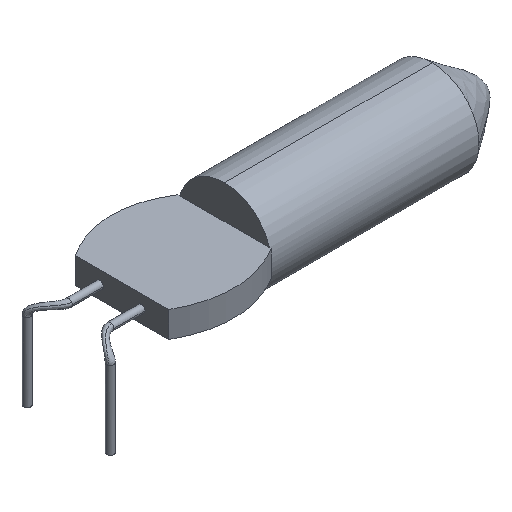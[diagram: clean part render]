
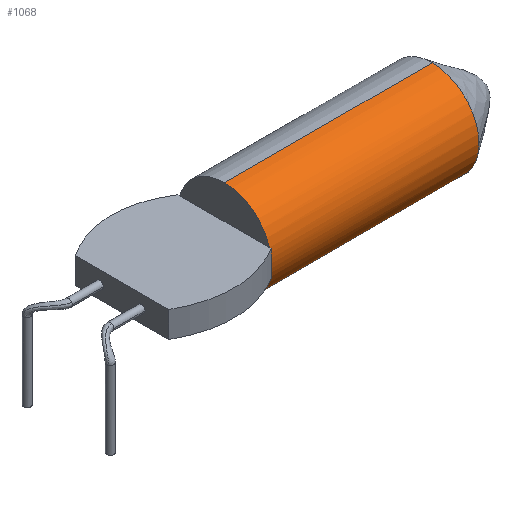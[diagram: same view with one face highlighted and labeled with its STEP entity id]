
A CAD part, isometric view. The second image highlights one B-rep face of the part: STEP entity #1068.
In plain terms, the highlighted cylindrical face has radius 4.5 mm (diameter 9 mm), a partial arc.
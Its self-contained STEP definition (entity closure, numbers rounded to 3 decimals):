
#4 = DIRECTION ( 'NONE',  ( -1., 0., 0. ) ) ;
#17 = CYLINDRICAL_SURFACE ( 'NONE', #369, 4.5 ) ;
#124 = VERTEX_POINT ( 'NONE', #978 ) ;
#131 = CIRCLE ( 'NONE', #705, 4.5 ) ;
#135 = CIRCLE ( 'NONE', #1085, 4.5 ) ;
#142 = VERTEX_POINT ( 'NONE', #216 ) ;
#192 = LINE ( 'NONE', #720, #436 ) ;
#202 = VERTEX_POINT ( 'NONE', #326 ) ;
#210 = EDGE_CURVE ( 'NONE', #124, #526, #1214, .T. ) ;
#216 = CARTESIAN_POINT ( 'NONE',  ( 20., -4.5, 4.5 ) ) ;
#237 = AXIS2_PLACEMENT_3D ( 'NONE', #882, #1504, #861 ) ;
#258 = ORIENTED_EDGE ( 'NONE', *, *, #927, .T. ) ;
#305 = EDGE_CURVE ( 'NONE', #526, #966, #135, .T. ) ;
#326 = CARTESIAN_POINT ( 'NONE',  ( 0., 0., 0. ) ) ;
#349 = DIRECTION ( 'NONE',  ( -1., 0., 0. ) ) ;
#362 = CARTESIAN_POINT ( 'NONE',  ( 0., 0., 9. ) ) ;
#369 = AXIS2_PLACEMENT_3D ( 'NONE', #676, #1193, #935 ) ;
#399 = FACE_OUTER_BOUND ( 'NONE', #937, .T. ) ;
#436 = VECTOR ( 'NONE', #1498, 1000. ) ;
#449 = AXIS2_PLACEMENT_3D ( 'NONE', #1518, #349, #1259 ) ;
#474 = VERTEX_POINT ( 'NONE', #636 ) ;
#507 = ORIENTED_EDGE ( 'NONE', *, *, #805, .T. ) ;
#526 = VERTEX_POINT ( 'NONE', #1142 ) ;
#593 = EDGE_CURVE ( 'NONE', #826, #202, #1632, .T. ) ;
#618 = DIRECTION ( 'NONE',  ( 0., 0., 1. ) ) ;
#636 = CARTESIAN_POINT ( 'NONE',  ( 0., -4.323, 3.25 ) ) ;
#645 = CARTESIAN_POINT ( 'NONE',  ( 0., 0., 4.5 ) ) ;
#676 = CARTESIAN_POINT ( 'NONE',  ( 0., 0., 4.5 ) ) ;
#705 = AXIS2_PLACEMENT_3D ( 'NONE', #1659, #1628, #977 ) ;
#717 = CIRCLE ( 'NONE', #1468, 4.5 ) ;
#720 = CARTESIAN_POINT ( 'NONE',  ( 0., 0., 9. ) ) ;
#738 = DIRECTION ( 'NONE',  ( -1., 0., 0. ) ) ;
#754 = EDGE_CURVE ( 'NONE', #474, #124, #717, .T. ) ;
#771 = CARTESIAN_POINT ( 'NONE',  ( 0., 0., 4.5 ) ) ;
#805 = EDGE_CURVE ( 'NONE', #1469, #966, #192, .T. ) ;
#826 = VERTEX_POINT ( 'NONE', #1255 ) ;
#861 = DIRECTION ( 'NONE',  ( 0., 0., 1. ) ) ;
#882 = CARTESIAN_POINT ( 'NONE',  ( 20., 0., 4.5 ) ) ;
#913 = ORIENTED_EDGE ( 'NONE', *, *, #1450, .F. ) ;
#927 = EDGE_CURVE ( 'NONE', #826, #142, #1208, .T. ) ;
#935 = DIRECTION ( 'NONE',  ( 0., 0., 1. ) ) ;
#937 = EDGE_LOOP ( 'NONE', ( #995, #258, #1511, #507, #1647, #1147, #1389, #913 ) ) ;
#966 = VERTEX_POINT ( 'NONE', #362 ) ;
#977 = DIRECTION ( 'NONE',  ( 0., 0., 1. ) ) ;
#978 = CARTESIAN_POINT ( 'NONE',  ( 0., -4.5, 4.5 ) ) ;
#995 = ORIENTED_EDGE ( 'NONE', *, *, #593, .F. ) ;
#997 = CARTESIAN_POINT ( 'NONE',  ( 20., 0., 9. ) ) ;
#1041 = CARTESIAN_POINT ( 'NONE',  ( 20., 0., 4.5 ) ) ;
#1068 = ADVANCED_FACE ( 'NONE', ( #399 ), #17, .T. ) ;
#1085 = AXIS2_PLACEMENT_3D ( 'NONE', #771, #4, #1562 ) ;
#1102 = CIRCLE ( 'NONE', #237, 4.5 ) ;
#1142 = CARTESIAN_POINT ( 'NONE',  ( 0., -4.323, 5.75 ) ) ;
#1147 = ORIENTED_EDGE ( 'NONE', *, *, #210, .F. ) ;
#1173 = DIRECTION ( 'NONE',  ( 0., 0., 1. ) ) ;
#1193 = DIRECTION ( 'NONE',  ( -1., 0., 0. ) ) ;
#1208 = CIRCLE ( 'NONE', #1349, 4.5 ) ;
#1214 = CIRCLE ( 'NONE', #449, 4.5 ) ;
#1241 = EDGE_CURVE ( 'NONE', #142, #1469, #1102, .T. ) ;
#1255 = CARTESIAN_POINT ( 'NONE',  ( 20., 0., 0. ) ) ;
#1259 = DIRECTION ( 'NONE',  ( 0., 0., 1. ) ) ;
#1269 = DIRECTION ( 'NONE',  ( -1., 0., 0. ) ) ;
#1349 = AXIS2_PLACEMENT_3D ( 'NONE', #1041, #1668, #1173 ) ;
#1389 = ORIENTED_EDGE ( 'NONE', *, *, #754, .F. ) ;
#1440 = VECTOR ( 'NONE', #738, 1000. ) ;
#1450 = EDGE_CURVE ( 'NONE', #202, #474, #131, .T. ) ;
#1468 = AXIS2_PLACEMENT_3D ( 'NONE', #645, #1269, #618 ) ;
#1469 = VERTEX_POINT ( 'NONE', #997 ) ;
#1498 = DIRECTION ( 'NONE',  ( -1., 0., 0. ) ) ;
#1504 = DIRECTION ( 'NONE',  ( -1., 0., 0. ) ) ;
#1511 = ORIENTED_EDGE ( 'NONE', *, *, #1241, .T. ) ;
#1518 = CARTESIAN_POINT ( 'NONE',  ( 0., 0., 4.5 ) ) ;
#1562 = DIRECTION ( 'NONE',  ( 0., 0., 1. ) ) ;
#1611 = CARTESIAN_POINT ( 'NONE',  ( 0., 0., 0. ) ) ;
#1628 = DIRECTION ( 'NONE',  ( -1., 0., 0. ) ) ;
#1632 = LINE ( 'NONE', #1611, #1440 ) ;
#1647 = ORIENTED_EDGE ( 'NONE', *, *, #305, .F. ) ;
#1659 = CARTESIAN_POINT ( 'NONE',  ( 0., 0., 4.5 ) ) ;
#1668 = DIRECTION ( 'NONE',  ( -1., 0., 0. ) ) ;
